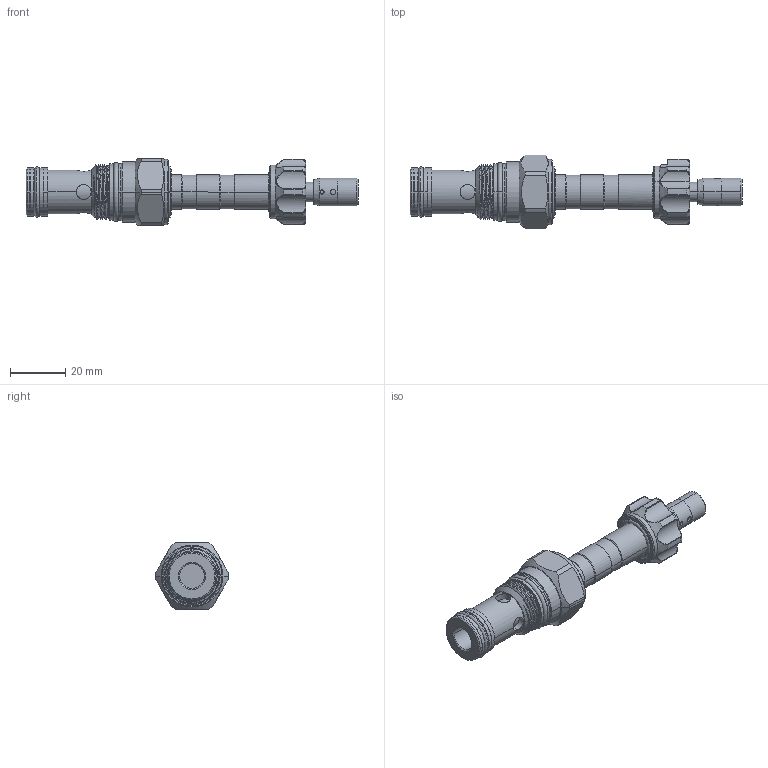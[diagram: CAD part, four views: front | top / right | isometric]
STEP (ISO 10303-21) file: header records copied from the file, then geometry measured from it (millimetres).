
FILE_DESCRIPTION (( 'STEP AP203' ), '1' );
FILE_NAME ('EP13A2A32T05.STEP', '2020-04-08T00:46:30', ( '' ), ( '' ), 'SwSTEP 2.0', 'SolidWorks 2018', '' );
FILE_SCHEMA (( 'CONFIG_CONTROL_DESIGN' ));
Length unit declared in the file: millimetre
Products named in the file (1): EP13A2A32T05
Bounding box: 120.4 x 26.7 x 24 mm (x, y, z)
Volume: 25283.8 mm3; surface area: 10099.4 mm2
Topology: 4 solids, 4 shells, 297 faces, 698 edges, 432 vertices
Faces by surface type: cylinder 143, cone 44, bspline 38, plane 37, torus 35
Entity records: 14706 total; most frequent: CARTESIAN_POINT 8101, ORIENTED_EDGE 1392, DIRECTION 1339, EDGE_CURVE 696, AXIS2_PLACEMENT_3D 576, VERTEX_POINT 432, EDGE_LOOP 330, CIRCLE 316
